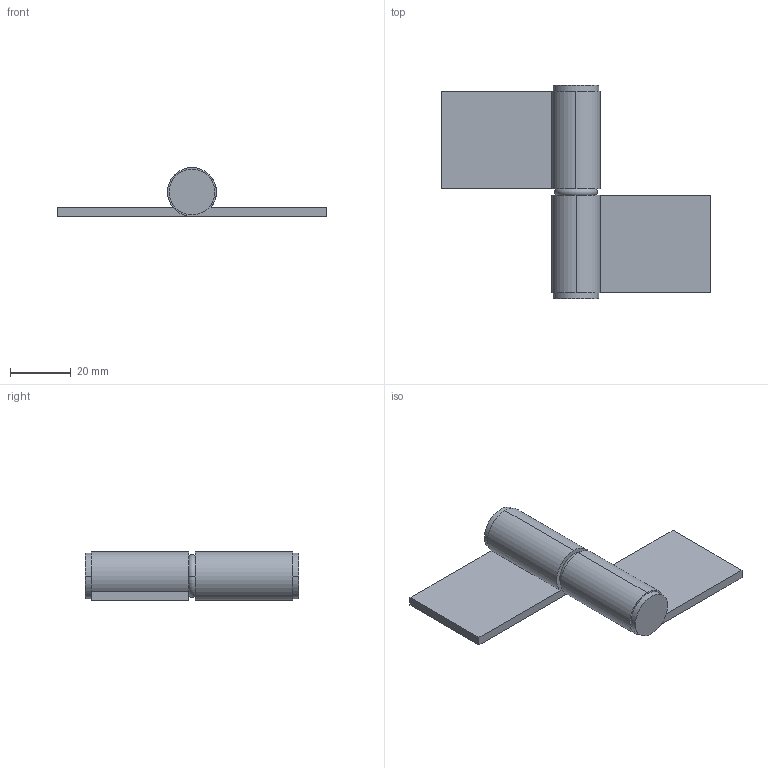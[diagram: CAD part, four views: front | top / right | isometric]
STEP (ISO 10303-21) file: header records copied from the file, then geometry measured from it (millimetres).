
FILE_DESCRIPTION (( 'STEP AP203' ), '1' );
FILE_NAME ('B-1003-5-L.STEP', '2015-08-27T05:55:13', ( '' ), ( '' ), 'SwSTEP 2.0', 'SolidWorks 2012', '' );
FILE_SCHEMA (( 'CONFIG_CONTROL_DESIGN' ));
Length unit declared in the file: millimetre
Products named in the file (4): B-1003-5ピン_; B-1003-5ヒンジ_; B-1003-5キャップ_; B-1003-5-L
Assembly tree (5 placements, depth 2):
  B-1003-5-L
    B-1003-5ピン_
    B-1003-5ヒンジ_  x2
    B-1003-5キャップ_  x2
Bounding box: 88 x 70 x 16 mm (x, y, z)
Volume: 20400.3 mm3; surface area: 14172.5 mm2
Topology: 5 solids, 5 shells, 42 faces, 84 edges, 56 vertices
Faces by surface type: cylinder 20, plane 20, torus 2
Entity records: 1167 total; most frequent: DIRECTION 149, CARTESIAN_POINT 119, ORIENTED_EDGE 102, AXIS2_PLACEMENT_3D 64, EDGE_CURVE 51, PERSON_AND_ORGANIZATION 37, VERTEX_POINT 34, EDGE_LOOP 31
